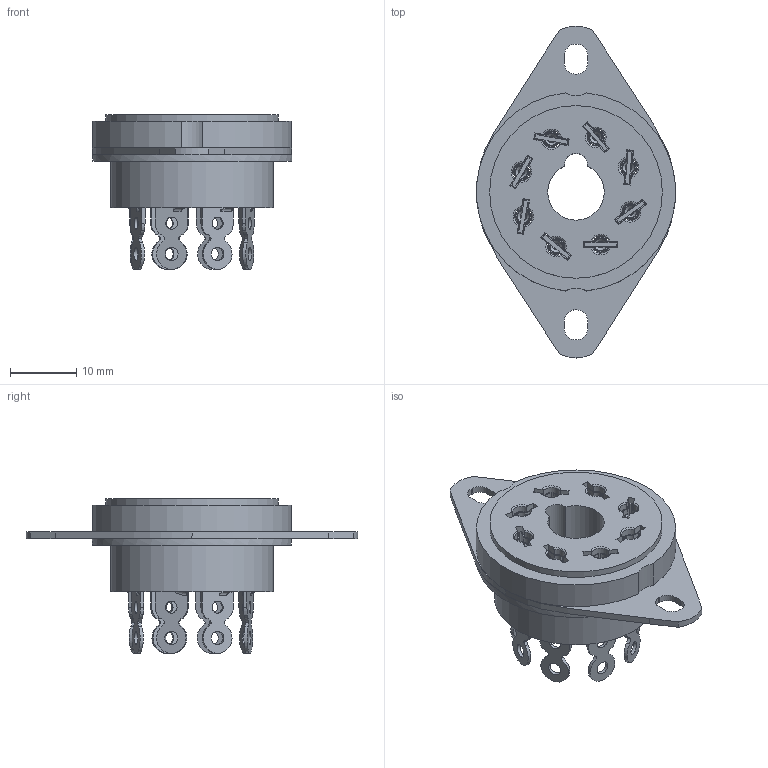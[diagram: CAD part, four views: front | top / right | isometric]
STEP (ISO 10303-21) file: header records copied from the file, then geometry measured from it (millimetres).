
FILE_DESCRIPTION(/* description */ (''),/* implementation_level */ '2;1');
FILE_NAME(/* name */ 'Octal tube socket.step',/* time_stamp */ '2019-04-03T13:13:27-06:00',/* author */ ('mscientistlab'),/* organization */ (''),/* preprocessor_version */ 'ST-DEVELOPER v17.2',/* originating_system */ 'Autodesk Translation Framework v7.6.0.251',/* authorisation */ '');
FILE_SCHEMA (('AUTOMOTIVE_DESIGN { 1 0 10303 214 3 1 1 }'));
Length unit declared in the file: millimetre
Products named in the file (1): Octal_Socket
Bounding box: 30 x 50 x 23.27 mm (x, y, z)
Volume: 6903.3 mm3; surface area: 8082.3 mm2
Topology: 26 solids, 26 shells, 684 faces, 1927 edges, 1299 vertices
Faces by surface type: plane 391, cylinder 172, bspline 73, cone 32, torus 16
Full cylindrical faces by diameter (mm): 1.8 x8, 2 x8, 24.5 x1, 26 x3, 30 x1
Entity records: 26906 total; most frequent: CARTESIAN_POINT 9600, ORIENTED_EDGE 3854, DIRECTION 3238, EDGE_CURVE 1927, VERTEX_POINT 1299, LINE 1242, VECTOR 1242, AXIS2_PLACEMENT_3D 998
